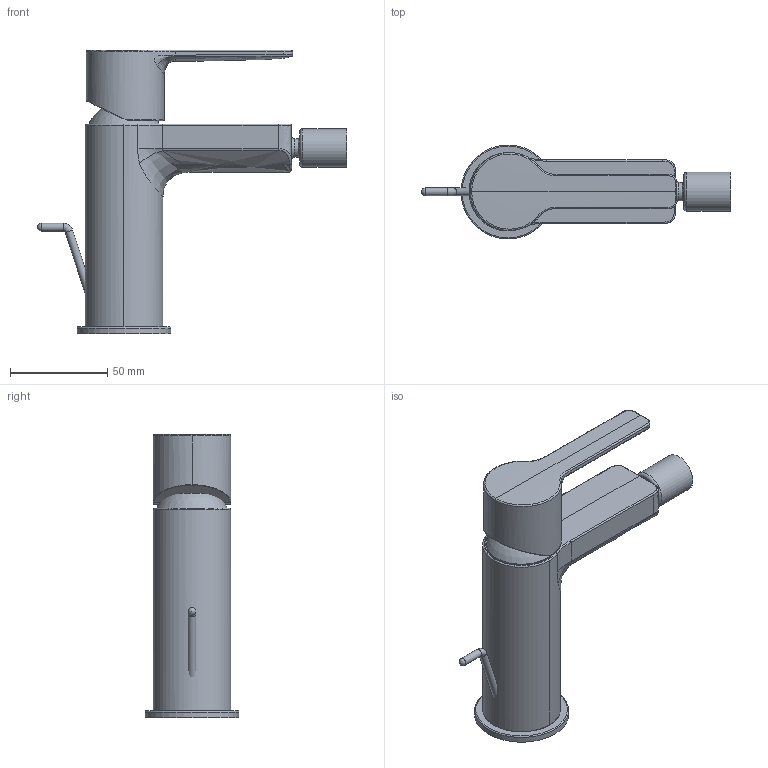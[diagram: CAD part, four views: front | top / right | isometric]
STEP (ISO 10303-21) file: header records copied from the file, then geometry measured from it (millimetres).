
FILE_DESCRIPTION(/* description */ ('Unknown'),/* implementation_level */ '2;1');
FILE_NAME(/* name */ '33848001',/* time_stamp */ '2022-09-08T05:44:02+02:00',/* author */ ('Unknown'),/* organization */ ('GROHE AG'),/* preprocessor_version */ 'ST-DEVELOPER v16.7',/* originating_system */ 'DEX',/* authorisation */ $);
FILE_SCHEMA (('AUTOMOTIVE_DESIGN {1 0 10303 214 3 1 1}'));
Length unit declared in the file: millimetre
Products named in the file (2): 33848001; id11
Assembly tree (1 placements, depth 2):
  33848001
    id11
Bounding box: 158.77 x 48.2 x 145.52 mm (x, y, z)
Volume: 47703.3 mm3; surface area: 37519.9 mm2
Topology: 1 solids, 15 shells, 114 faces, 286 edges, 188 vertices
Faces by surface type: bspline 48, plane 25, torus 22, cylinder 16, sphere 3
Full cylindrical faces by diameter (mm): 4 x2, 9.5 x1, 20 x1, 48.2 x1
Entity records: 9365 total; most frequent: CARTESIAN_POINT 6686, ORIENTED_EDGE 465, DIRECTION 353, EDGE_CURVE 270, VERTEX_POINT 184, AXIS2_PLACEMENT_3D 160, B_SPLINE_CURVE_WITH_KNOTS 145, EDGE_LOOP 128
